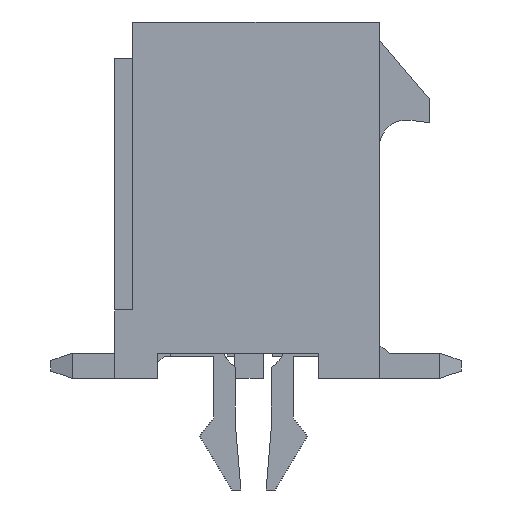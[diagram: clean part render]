
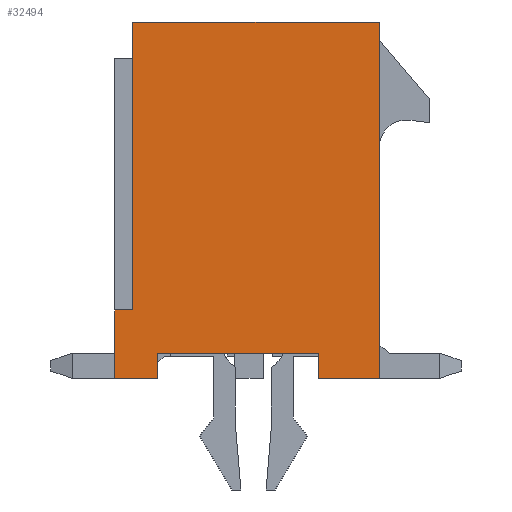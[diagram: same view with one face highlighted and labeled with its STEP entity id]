
A CAD part, left-side view. The second image highlights one B-rep face of the part: STEP entity #32494.
In plain terms, the highlighted planar face has unit normal (-1, 0, 0).
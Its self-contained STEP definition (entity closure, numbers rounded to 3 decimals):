
#2532=ORIENTED_EDGE('',*,*,#8635,.F.);
#2533=ORIENTED_EDGE('',*,*,#8498,.T.);
#2534=ORIENTED_EDGE('',*,*,#8677,.T.);
#2535=ORIENTED_EDGE('',*,*,#8678,.T.);
#2536=ORIENTED_EDGE('',*,*,#8679,.T.);
#2537=ORIENTED_EDGE('',*,*,#8680,.T.);
#2538=ORIENTED_EDGE('',*,*,#8681,.T.);
#2539=ORIENTED_EDGE('',*,*,#8536,.F.);
#2540=ORIENTED_EDGE('',*,*,#8531,.T.);
#2541=ORIENTED_EDGE('',*,*,#8682,.T.);
#8498=EDGE_CURVE('',#11589,#11588,#13909,.T.);
#8531=EDGE_CURVE('',#11606,#11608,#13942,.T.);
#8536=EDGE_CURVE('',#11606,#11611,#13947,.T.);
#8635=EDGE_CURVE('',#11589,#11651,#14046,.T.);
#8677=EDGE_CURVE('',#11588,#11673,#14088,.T.);
#8678=EDGE_CURVE('',#11673,#11674,#14089,.T.);
#8679=EDGE_CURVE('',#11674,#11675,#14090,.T.);
#8680=EDGE_CURVE('',#11675,#11676,#14091,.T.);
#8681=EDGE_CURVE('',#11676,#11611,#14092,.T.);
#8682=EDGE_CURVE('',#11608,#11651,#14093,.T.);
#11588=VERTEX_POINT('',#44036);
#11589=VERTEX_POINT('',#44038);
#11606=VERTEX_POINT('',#44098);
#11608=VERTEX_POINT('',#44102);
#11611=VERTEX_POINT('',#44112);
#11651=VERTEX_POINT('',#44268);
#11673=VERTEX_POINT('',#44353);
#11674=VERTEX_POINT('',#44355);
#11675=VERTEX_POINT('',#44357);
#11676=VERTEX_POINT('',#44359);
#13909=LINE('',#44037,#17134);
#13942=LINE('',#44103,#17167);
#13947=LINE('',#44113,#17172);
#14046=LINE('',#44272,#17271);
#14088=LINE('',#44352,#17313);
#14089=LINE('',#44354,#17314);
#14090=LINE('',#44356,#17315);
#14091=LINE('',#44358,#17316);
#14092=LINE('',#44360,#17317);
#14093=LINE('',#44361,#17318);
#17134=VECTOR('',#37168,1000.);
#17167=VECTOR('',#37227,1000.);
#17172=VECTOR('',#37236,1000.);
#17271=VECTOR('',#37373,1000.);
#17313=VECTOR('',#37451,1000.);
#17314=VECTOR('',#37452,1000.);
#17315=VECTOR('',#37453,1000.);
#17316=VECTOR('',#37454,1000.);
#17317=VECTOR('',#37455,1000.);
#17318=VECTOR('',#37456,1000.);
#19429=EDGE_LOOP('',(#2532,#2533,#2534,#2535,#2536,#2537,#2538,#2539,#2540,
#2541));
#20786=FACE_BOUND('',#19429,.T.);
#22070=PLANE('',#33909);
#32494=ADVANCED_FACE('',(#20786),#22070,.T.);
#33909=AXIS2_PLACEMENT_3D('',#44351,#37449,#37450);
#37168=DIRECTION('',(0.,-1.,0.));
#37227=DIRECTION('',(0.,0.,-1.));
#37236=DIRECTION('',(0.,-1.,0.));
#37373=DIRECTION('',(0.,0.,-1.));
#37449=DIRECTION('',(-1.,0.,0.));
#37450=DIRECTION('',(0.,0.,1.));
#37451=DIRECTION('',(0.,0.,-1.));
#37452=DIRECTION('',(0.,-1.,0.));
#37453=DIRECTION('',(0.,0.,1.));
#37454=DIRECTION('',(0.,1.,0.));
#37455=DIRECTION('',(0.,0.,-1.));
#37456=DIRECTION('',(0.,-1.,0.));
#44036=CARTESIAN_POINT('',(-19.85,-1.73,-4.25));
#44037=CARTESIAN_POINT('',(-19.85,2.73,-4.25));
#44038=CARTESIAN_POINT('',(-19.85,2.73,-4.25));
#44098=CARTESIAN_POINT('',(-19.85,3.93,-3.05));
#44102=CARTESIAN_POINT('',(-19.85,3.93,-4.95));
#44103=CARTESIAN_POINT('',(-19.85,3.93,-3.05));
#44112=CARTESIAN_POINT('',(-19.85,3.43,-3.05));
#44113=CARTESIAN_POINT('',(-19.85,3.93,-3.05));
#44268=CARTESIAN_POINT('',(-19.85,2.73,-4.95));
#44272=CARTESIAN_POINT('',(-19.85,2.73,-3.95));
#44351=CARTESIAN_POINT('',(-19.85,0.,0.));
#44352=CARTESIAN_POINT('',(-19.85,-1.73,-3.95));
#44353=CARTESIAN_POINT('',(-19.85,-1.73,-4.95));
#44354=CARTESIAN_POINT('',(-19.85,3.43,-4.95));
#44355=CARTESIAN_POINT('',(-19.85,-3.43,-4.95));
#44356=CARTESIAN_POINT('',(-19.85,-3.43,-4.95));
#44357=CARTESIAN_POINT('',(-19.85,-3.43,4.95));
#44358=CARTESIAN_POINT('',(-19.85,-3.43,4.95));
#44359=CARTESIAN_POINT('',(-19.85,3.43,4.95));
#44360=CARTESIAN_POINT('',(-19.85,3.43,4.95));
#44361=CARTESIAN_POINT('',(-19.85,3.43,-4.95));
